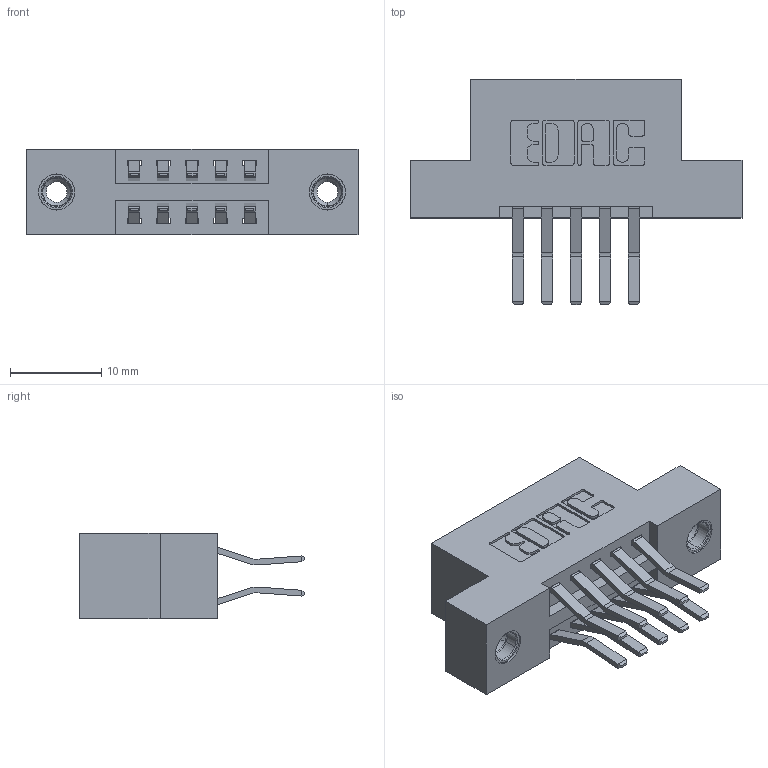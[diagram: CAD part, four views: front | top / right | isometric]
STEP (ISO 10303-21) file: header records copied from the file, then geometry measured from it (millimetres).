
FILE_DESCRIPTION (( 'STEP AP203' ), '1' );
FILE_NAME ('346-010-560-208.STEP', '2018-08-17T08:13:27', ( '' ), ( '' ), 'SwSTEP 2.0', 'SolidWorks 2016', '' );
FILE_SCHEMA (( 'CONFIG_CONTROL_DESIGN' ));
Length unit declared in the file: inch
Products named in the file (4): 346 Part_Flush Mounting Lugs - 0.156 Dia-TI; 345-292-001_560 Tail; 345-250-001_345-250-003-102; 346-010-560-208
Assembly tree (13 placements, depth 2):
  346-010-560-208
    346 Part_Flush Mounting Lugs - 0.156 Dia-TI
    345-292-001_560 Tail  x10
    345-250-001_345-250-003-102  x2
Bounding box: 36.45 x 24.78 x 9.4 mm (x, y, z)
Volume: 3325.9 mm3; surface area: 4185 mm2
Topology: 13 solids, 13 shells, 722 faces, 2075 edges, 1362 vertices
Faces by surface type: plane 458, cylinder 248, cone 12, torus 4
Entity records: 9518 total; most frequent: CARTESIAN_POINT 1603, ORIENTED_EDGE 1530, DIRECTION 1495, EDGE_CURVE 765, VECTOR 589, LINE 589, VERTEX_POINT 504, AXIS2_PLACEMENT_3D 453
